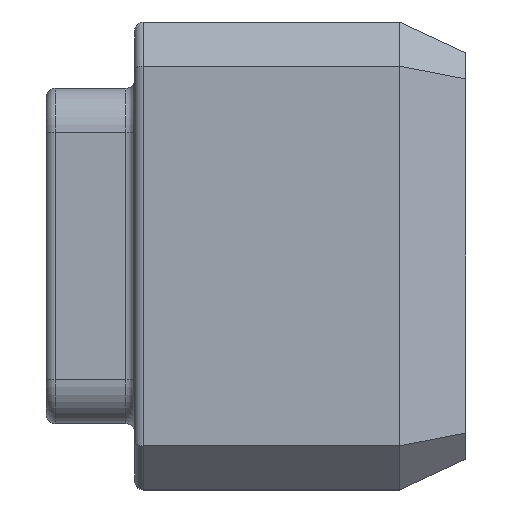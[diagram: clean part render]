
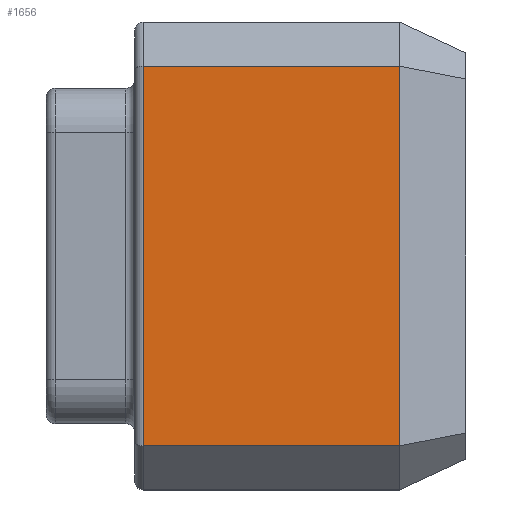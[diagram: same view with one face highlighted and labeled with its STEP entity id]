
A CAD part, left-side view. The second image highlights one B-rep face of the part: STEP entity #1656.
In plain terms, the highlighted planar face has unit normal (-1, 0, 0).
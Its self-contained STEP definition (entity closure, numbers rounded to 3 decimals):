
#17 = LINE ( 'NONE', #1877, #1817 ) ;
#89 = LINE ( 'NONE', #1291, #1054 ) ;
#136 = DIRECTION ( 'NONE',  ( 0., 0., -1. ) ) ;
#199 = CARTESIAN_POINT ( 'NONE',  ( -48.684, 0., 2.304 ) ) ;
#270 = LINE ( 'NONE', #1374, #1775 ) ;
#305 = ORIENTED_EDGE ( 'NONE', *, *, #884, .T. ) ;
#368 = VECTOR ( 'NONE', #419, 1000. ) ;
#419 = DIRECTION ( 'NONE',  ( 0., 0., 1. ) ) ;
#438 = LINE ( 'NONE', #599, #368 ) ;
#486 = CARTESIAN_POINT ( 'NONE',  ( -48.684, 0., -83.696 ) ) ;
#580 = AXIS2_PLACEMENT_3D ( 'NONE', #2128, #1266, #136 ) ;
#599 = CARTESIAN_POINT ( 'NONE',  ( -48.684, 0., 12.304 ) ) ;
#745 = ORIENTED_EDGE ( 'NONE', *, *, #902, .T. ) ;
#818 = VERTEX_POINT ( 'NONE', #486 ) ;
#869 = EDGE_CURVE ( 'NONE', #2028, #1038, #89, .T. ) ;
#884 = EDGE_CURVE ( 'NONE', #1038, #1157, #17, .T. ) ;
#902 = EDGE_CURVE ( 'NONE', #1157, #818, #270, .T. ) ;
#943 = EDGE_CURVE ( 'NONE', #818, #2028, #438, .T. ) ;
#960 = EDGE_LOOP ( 'NONE', ( #1601, #305, #745, #1895 ) ) ;
#1038 = VERTEX_POINT ( 'NONE', #1523 ) ;
#1054 = VECTOR ( 'NONE', #1773, 1000. ) ;
#1157 = VERTEX_POINT ( 'NONE', #1803 ) ;
#1264 = DIRECTION ( 'NONE',  ( 0., -1., 0. ) ) ;
#1266 = DIRECTION ( 'NONE',  ( 1., 0., 0. ) ) ;
#1291 = CARTESIAN_POINT ( 'NONE',  ( -48.684, 60., 2.304 ) ) ;
#1327 = DIRECTION ( 'NONE',  ( 0., 0., -1. ) ) ;
#1374 = CARTESIAN_POINT ( 'NONE',  ( -48.684, 60., -83.696 ) ) ;
#1523 = CARTESIAN_POINT ( 'NONE',  ( -48.684, 58., 2.304 ) ) ;
#1548 = PLANE ( 'NONE',  #580 ) ;
#1601 = ORIENTED_EDGE ( 'NONE', *, *, #869, .T. ) ;
#1656 = ADVANCED_FACE ( 'NONE', ( #2106 ), #1548, .F. ) ;
#1773 = DIRECTION ( 'NONE',  ( 0., 1., 0. ) ) ;
#1775 = VECTOR ( 'NONE', #1264, 1000. ) ;
#1803 = CARTESIAN_POINT ( 'NONE',  ( -48.684, 58., -83.696 ) ) ;
#1817 = VECTOR ( 'NONE', #1327, 1000. ) ;
#1877 = CARTESIAN_POINT ( 'NONE',  ( -48.684, 58., -83.696 ) ) ;
#1895 = ORIENTED_EDGE ( 'NONE', *, *, #943, .T. ) ;
#2028 = VERTEX_POINT ( 'NONE', #199 ) ;
#2106 = FACE_OUTER_BOUND ( 'NONE', #960, .T. ) ;
#2128 = CARTESIAN_POINT ( 'NONE',  ( -48.684, 60., 12.304 ) ) ;
